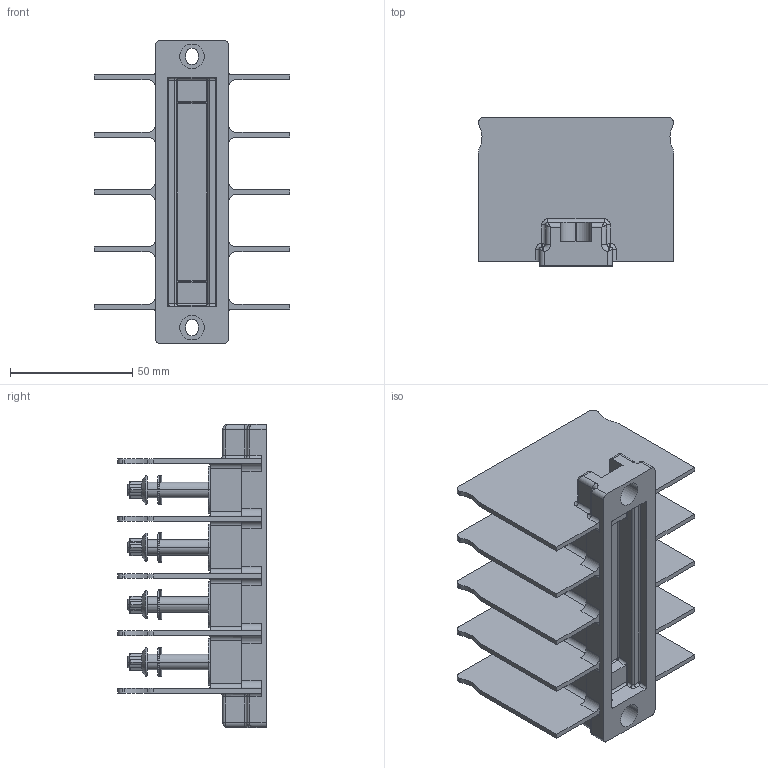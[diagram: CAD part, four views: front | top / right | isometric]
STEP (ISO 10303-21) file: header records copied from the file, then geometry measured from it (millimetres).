
FILE_DESCRIPTION((''),'2;1');
FILE_NAME('32426042002','2019-09-24T',('presta_be4'),(''),'PRO/ENGINEER BY PARAMETRIC TECHNOLOGY CORPORATION, 2014310','PRO/ENGINEER BY PARAMETRIC TECHNOLOGY CORPORATION, 2014310','');
FILE_SCHEMA(('CONFIG_CONTROL_DESIGN'));
Length unit declared in the file: millimetre
Products named in the file (1): 32426042002
Bounding box: 80 x 60.8 x 124.2 mm (x, y, z)
Volume: 100076 mm3; surface area: 63855 mm2
Topology: 5 solids, 5 shells, 559 faces, 1498 edges, 958 vertices
Faces by surface type: cylinder 236, plane 219, cone 44, bspline 40, torus 20
Entity records: 21496 total; most frequent: CARTESIAN_POINT 8143, ORIENTED_EDGE 2988, DIRECTION 2523, EDGE_CURVE 1494, VERTEX_POINT 958, AXIS2_PLACEMENT_3D 927, VECTOR 669, LINE 669
